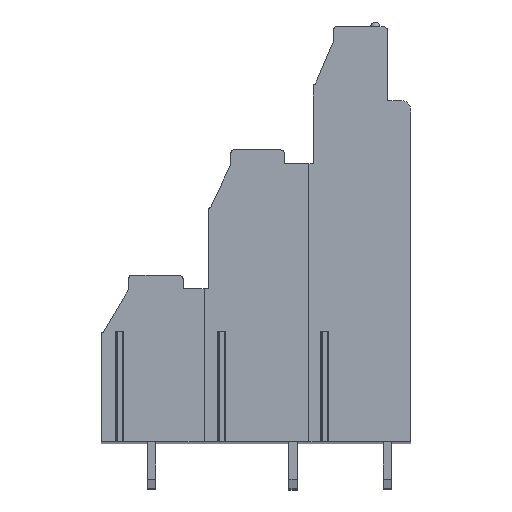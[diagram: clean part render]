
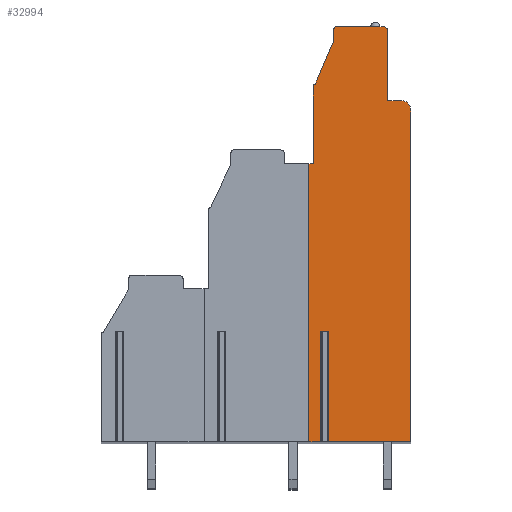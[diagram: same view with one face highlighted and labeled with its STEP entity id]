
A CAD part, top view. The second image highlights one B-rep face of the part: STEP entity #32994.
In plain terms, the highlighted planar face has unit normal (0, 0, 1).
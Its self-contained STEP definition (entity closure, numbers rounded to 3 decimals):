
#226=DIRECTION('',(1.,0.,0.));
#227=VECTOR('',#226,0.856);
#228=CARTESIAN_POINT('',(0.772,-18.05,104.14));
#229=LINE('',#228,#227);
#230=DIRECTION('',(0.,-1.,0.));
#231=VECTOR('',#230,11.95);
#232=CARTESIAN_POINT('',(0.772,-18.05,104.14));
#233=LINE('',#232,#231);
#234=DIRECTION('',(1.,0.,0.));
#235=VECTOR('',#234,1.272);
#236=CARTESIAN_POINT('',(-0.5,-30.,104.14));
#237=LINE('',#236,#235);
#238=DIRECTION('',(0.,1.,0.));
#239=VECTOR('',#238,30.);
#240=CARTESIAN_POINT('',(-0.5,-30.,104.14));
#241=LINE('',#240,#239);
#242=DIRECTION('',(-1.,0.,0.));
#243=VECTOR('',#242,0.5);
#244=CARTESIAN_POINT('',(0.,0.,104.14));
#245=LINE('',#244,#243);
#246=DIRECTION('',(0.,-1.,0.));
#247=VECTOR('',#246,8.4);
#248=CARTESIAN_POINT('',(0.,8.4,104.14));
#249=LINE('',#248,#247);
#250=CARTESIAN_POINT('',(0.2,8.4,104.14));
#251=DIRECTION('',(0.,0.,1.));
#252=DIRECTION('',(0.,1.,0.));
#253=AXIS2_PLACEMENT_3D('',#250,#251,#252);
#255=DIRECTION('',(-0.392,-0.92,0.));
#256=VECTOR('',#255,5.108);
#257=CARTESIAN_POINT('',(2.2,13.3,104.14));
#258=LINE('',#257,#256);
#259=DIRECTION('',(0.,-1.,0.));
#260=VECTOR('',#259,1.2);
#261=CARTESIAN_POINT('',(2.2,14.5,104.14));
#262=LINE('',#261,#260);
#263=CARTESIAN_POINT('',(2.5,14.5,104.14));
#264=DIRECTION('',(0.,0.,1.));
#265=DIRECTION('',(0.,1.,0.));
#266=AXIS2_PLACEMENT_3D('',#263,#264,#265);
#268=DIRECTION('',(-1.,0.,0.));
#269=VECTOR('',#268,5.);
#270=CARTESIAN_POINT('',(7.5,14.8,104.14));
#271=LINE('',#270,#269);
#272=CARTESIAN_POINT('',(7.5,14.3,104.14));
#273=DIRECTION('',(0.,0.,1.));
#274=DIRECTION('',(1.,0.,0.));
#275=AXIS2_PLACEMENT_3D('',#272,#273,#274);
#277=DIRECTION('',(0.,1.,0.));
#278=VECTOR('',#277,7.5);
#279=CARTESIAN_POINT('',(8.,6.8,104.14));
#280=LINE('',#279,#278);
#281=DIRECTION('',(-1.,0.,0.));
#282=VECTOR('',#281,1.5);
#283=CARTESIAN_POINT('',(9.5,6.8,104.14));
#284=LINE('',#283,#282);
#285=CARTESIAN_POINT('',(9.5,5.8,104.14));
#286=DIRECTION('',(0.,0.,1.));
#287=DIRECTION('',(1.,0.,0.));
#288=AXIS2_PLACEMENT_3D('',#285,#286,#287);
#290=DIRECTION('',(0.,1.,0.));
#291=VECTOR('',#290,35.8);
#292=CARTESIAN_POINT('',(10.5,-30.,104.14));
#293=LINE('',#292,#291);
#294=DIRECTION('',(1.,0.,0.));
#295=VECTOR('',#294,8.872);
#296=CARTESIAN_POINT('',(1.628,-30.,104.14));
#297=LINE('',#296,#295);
#298=DIRECTION('',(0.,-1.,0.));
#299=VECTOR('',#298,11.95);
#300=CARTESIAN_POINT('',(1.628,-18.05,104.14));
#301=LINE('',#300,#299);
#25142=CARTESIAN_POINT('',(10.5,-30.,104.14));
#25143=CARTESIAN_POINT('',(10.5,5.8,104.14));
#25144=VERTEX_POINT('',#25142);
#25145=VERTEX_POINT('',#25143);
#25146=CARTESIAN_POINT('',(9.5,6.8,104.14));
#25147=VERTEX_POINT('',#25146);
#25148=CARTESIAN_POINT('',(8.,6.8,104.14));
#25149=VERTEX_POINT('',#25148);
#25150=CARTESIAN_POINT('',(8.,14.3,104.14));
#25151=VERTEX_POINT('',#25150);
#25152=CARTESIAN_POINT('',(7.5,14.8,104.14));
#25153=VERTEX_POINT('',#25152);
#25154=CARTESIAN_POINT('',(2.5,14.8,104.14));
#25155=VERTEX_POINT('',#25154);
#25156=CARTESIAN_POINT('',(2.2,14.5,104.14));
#25157=VERTEX_POINT('',#25156);
#25158=CARTESIAN_POINT('',(2.2,13.3,104.14));
#25159=VERTEX_POINT('',#25158);
#25160=CARTESIAN_POINT('',(0.2,8.6,104.14));
#25161=VERTEX_POINT('',#25160);
#25162=CARTESIAN_POINT('',(0.,8.4,104.14));
#25163=VERTEX_POINT('',#25162);
#25164=CARTESIAN_POINT('',(0.,0.,104.14));
#25165=VERTEX_POINT('',#25164);
#25190=CARTESIAN_POINT('',(-0.5,-30.,104.14));
#25191=CARTESIAN_POINT('',(-0.5,0.,104.14));
#25192=VERTEX_POINT('',#25190);
#25193=VERTEX_POINT('',#25191);
#25250=CARTESIAN_POINT('',(0.772,-18.05,104.14));
#25251=CARTESIAN_POINT('',(1.628,-18.05,104.14));
#25252=VERTEX_POINT('',#25250);
#25253=VERTEX_POINT('',#25251);
#25258=CARTESIAN_POINT('',(0.772,-30.,104.14));
#25259=VERTEX_POINT('',#25258);
#25260=CARTESIAN_POINT('',(1.628,-30.,104.14));
#25261=VERTEX_POINT('',#25260);
#32951=CARTESIAN_POINT('',(0.,0.,104.14));
#32952=DIRECTION('',(0.,0.,1.));
#32953=DIRECTION('',(1.,0.,0.));
#32954=AXIS2_PLACEMENT_3D('',#32951,#32952,#32953);
#32955=PLANE('',#32954);
#32957=ORIENTED_EDGE('',*,*,#32956,.F.);
#32959=ORIENTED_EDGE('',*,*,#32958,.T.);
#32961=ORIENTED_EDGE('',*,*,#32960,.F.);
#32963=ORIENTED_EDGE('',*,*,#32962,.T.);
#32965=ORIENTED_EDGE('',*,*,#32964,.F.);
#32967=ORIENTED_EDGE('',*,*,#32966,.F.);
#32969=ORIENTED_EDGE('',*,*,#32968,.F.);
#32971=ORIENTED_EDGE('',*,*,#32970,.F.);
#32973=ORIENTED_EDGE('',*,*,#32972,.F.);
#32975=ORIENTED_EDGE('',*,*,#32974,.F.);
#32977=ORIENTED_EDGE('',*,*,#32976,.F.);
#32979=ORIENTED_EDGE('',*,*,#32978,.F.);
#32981=ORIENTED_EDGE('',*,*,#32980,.F.);
#32983=ORIENTED_EDGE('',*,*,#32982,.F.);
#32985=ORIENTED_EDGE('',*,*,#32984,.F.);
#32987=ORIENTED_EDGE('',*,*,#32986,.F.);
#32989=ORIENTED_EDGE('',*,*,#32988,.F.);
#32991=ORIENTED_EDGE('',*,*,#32990,.F.);
#32992=EDGE_LOOP('',(#32957,#32959,#32961,#32963,#32965,#32967,#32969,#32971,
#32973,#32975,#32977,#32979,#32981,#32983,#32985,#32987,#32989,#32991));
#32993=FACE_OUTER_BOUND('',#32992,.F.);
#32994=ADVANCED_FACE('',(#32993),#32955,.T.);
#254=CIRCLE('',#253,0.2);
#267=CIRCLE('',#266,0.3);
#276=CIRCLE('',#275,0.5);
#289=CIRCLE('',#288,1.);
#32956=EDGE_CURVE('',#25252,#25253,#229,.T.);
#32958=EDGE_CURVE('',#25252,#25259,#233,.T.);
#32960=EDGE_CURVE('',#25192,#25259,#237,.T.);
#32962=EDGE_CURVE('',#25192,#25193,#241,.T.);
#32964=EDGE_CURVE('',#25165,#25193,#245,.T.);
#32966=EDGE_CURVE('',#25163,#25165,#249,.T.);
#32968=EDGE_CURVE('',#25161,#25163,#254,.T.);
#32970=EDGE_CURVE('',#25159,#25161,#258,.T.);
#32972=EDGE_CURVE('',#25157,#25159,#262,.T.);
#32974=EDGE_CURVE('',#25155,#25157,#267,.T.);
#32976=EDGE_CURVE('',#25153,#25155,#271,.T.);
#32978=EDGE_CURVE('',#25151,#25153,#276,.T.);
#32980=EDGE_CURVE('',#25149,#25151,#280,.T.);
#32982=EDGE_CURVE('',#25147,#25149,#284,.T.);
#32984=EDGE_CURVE('',#25145,#25147,#289,.T.);
#32986=EDGE_CURVE('',#25144,#25145,#293,.T.);
#32988=EDGE_CURVE('',#25261,#25144,#297,.T.);
#32990=EDGE_CURVE('',#25253,#25261,#301,.T.);
